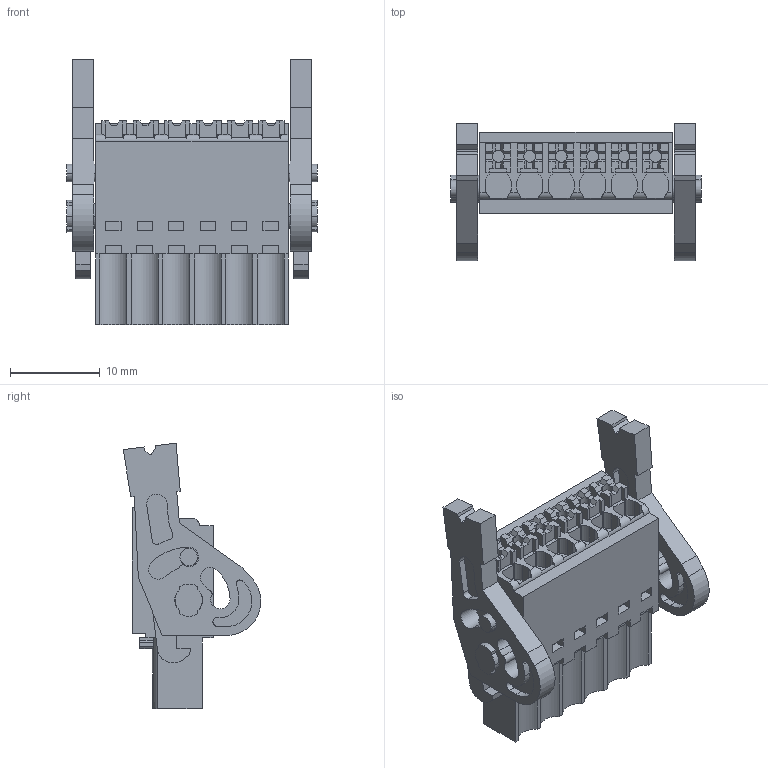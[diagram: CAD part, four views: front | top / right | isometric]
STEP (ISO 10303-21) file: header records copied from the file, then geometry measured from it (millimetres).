
FILE_DESCRIPTION(('CATIA V5 STEP Exchange','CAx-IF Rec.Pracs.--- Model Styling and Organization---1.2---2011-12-15'),'2;1');
FILE_NAME ('D1462588_0', '2017-04-26T09:08:00+00:00', ('none'), ('Weidmueller'), 'CATIA Version 5-6 Release 2014', 'CATIA V5 STEP AP214', 'none');
FILE_SCHEMA(('AUTOMOTIVE_DESIGN { 1 0 10303 214 1 1 1 1 }'));
Length unit declared in the file: millimetre
Products named in the file (1): 2459880000
Bounding box: 27.9 x 15.3 x 29.59 mm (x, y, z)
Volume: 3857.1 mm3; surface area: 4006.9 mm2
Topology: 9 solids, 9 shells, 746 faces, 2147 edges, 1443 vertices
Faces by surface type: plane 609, cylinder 137
Entity records: 22577 total; most frequent: CARTESIAN_POINT 4450, ORIENTED_EDGE 4294, DIRECTION 2851, EDGE_CURVE 2147, VECTOR 1696, LINE 1696, VERTEX_POINT 1443, EDGE_LOOP 794
